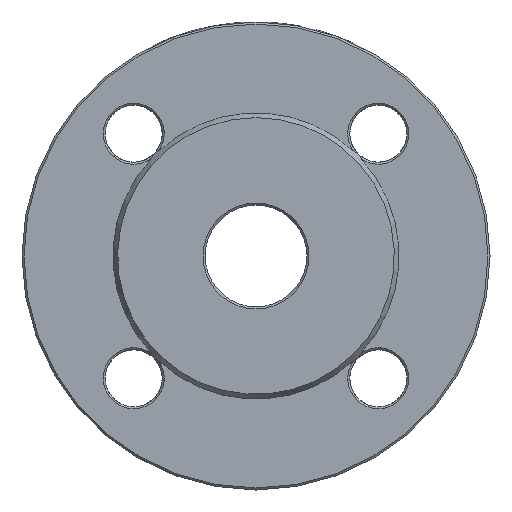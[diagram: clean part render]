
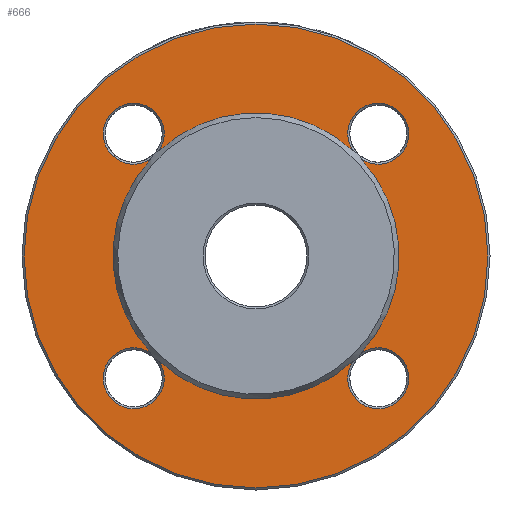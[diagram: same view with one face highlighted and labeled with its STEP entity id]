
A CAD part, left-side view. The second image highlights one B-rep face of the part: STEP entity #666.
In plain terms, the highlighted planar face has unit normal (-1, 0, 0).
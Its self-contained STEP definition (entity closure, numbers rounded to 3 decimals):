
#158 = CARTESIAN_POINT ( 'NONE',  ( 2., 25.813, 23.865 ) ) ;
#170 = AXIS2_PLACEMENT_3D ( 'NONE', #5187, #5161, #1101 ) ;
#285 = CARTESIAN_POINT ( 'NONE',  ( 2., -30.052, -30.052 ) ) ;
#316 = DIRECTION ( 'NONE',  ( 0., -1., 0. ) ) ;
#327 = EDGE_LOOP ( 'NONE', ( #2193 ) ) ;
#407 = EDGE_CURVE ( 'NONE', #3544, #2160, #828, .T. ) ;
#439 = EDGE_CURVE ( 'NONE', #4137, #4137, #931, .T. ) ;
#556 = CIRCLE ( 'NONE', #3069, 7.5 ) ;
#575 = VERTEX_POINT ( 'NONE', #5659 ) ;
#595 = DIRECTION ( 'NONE',  ( -1., 0., 0. ) ) ;
#666 = ADVANCED_FACE ( 'NONE', ( #5172, #4183 ), #5571, .F. ) ;
#787 = DIRECTION ( 'NONE',  ( -1., 0., 0. ) ) ;
#828 = CIRCLE ( 'NONE', #5851, 7.5 ) ;
#868 = ORIENTED_EDGE ( 'NONE', *, *, #2266, .T. ) ;
#931 = CIRCLE ( 'NONE', #4313, 57. ) ;
#1101 = DIRECTION ( 'NONE',  ( 0., 0., -1. ) ) ;
#1139 = CARTESIAN_POINT ( 'NONE',  ( 2., 30.052, 30.052 ) ) ;
#1210 = VERTEX_POINT ( 'NONE', #4542 ) ;
#1269 = DIRECTION ( 'NONE',  ( 1., 0., 0. ) ) ;
#1437 = CARTESIAN_POINT ( 'NONE',  ( 2., -25.813, -23.865 ) ) ;
#1476 = CIRCLE ( 'NONE', #2806, 35.155 ) ;
#1478 = DIRECTION ( 'NONE',  ( 1., 0., 0. ) ) ;
#1573 = DIRECTION ( 'NONE',  ( 0., 0., 1. ) ) ;
#1660 = DIRECTION ( 'NONE',  ( 0., 0., 1. ) ) ;
#1999 = EDGE_CURVE ( 'NONE', #3025, #2160, #4534, .T. ) ;
#2048 = AXIS2_PLACEMENT_3D ( 'NONE', #5779, #787, #1660 ) ;
#2060 = ORIENTED_EDGE ( 'NONE', *, *, #5554, .T. ) ;
#2069 = EDGE_CURVE ( 'NONE', #5123, #3397, #556, .T. ) ;
#2106 = CIRCLE ( 'NONE', #3751, 35.155 ) ;
#2160 = VERTEX_POINT ( 'NONE', #5374 ) ;
#2193 = ORIENTED_EDGE ( 'NONE', *, *, #439, .T. ) ;
#2266 = EDGE_CURVE ( 'NONE', #3025, #3368, #5392, .T. ) ;
#2282 = EDGE_LOOP ( 'NONE', ( #3180, #2060, #4201, #3255, #4125, #868, #5753, #3969 ) ) ;
#2304 = AXIS2_PLACEMENT_3D ( 'NONE', #5169, #595, #4667 ) ;
#2357 = CARTESIAN_POINT ( 'NONE',  ( 2., 35.155, 0. ) ) ;
#2431 = DIRECTION ( 'NONE',  ( 0., 1., 0. ) ) ;
#2475 = CARTESIAN_POINT ( 'NONE',  ( 2., 0., 0. ) ) ;
#2504 = DIRECTION ( 'NONE',  ( 0., 0., 1. ) ) ;
#2806 = AXIS2_PLACEMENT_3D ( 'NONE', #3989, #3080, #2504 ) ;
#2853 = EDGE_CURVE ( 'NONE', #5123, #3368, #2106, .T. ) ;
#2866 = DIRECTION ( 'NONE',  ( 1., 0., 0. ) ) ;
#2897 = DIRECTION ( 'NONE',  ( 0., 0., -1. ) ) ;
#3025 = VERTEX_POINT ( 'NONE', #5808 ) ;
#3069 = AXIS2_PLACEMENT_3D ( 'NONE', #1139, #1478, #2431 ) ;
#3080 = DIRECTION ( 'NONE',  ( -1., 0., 0. ) ) ;
#3109 = DIRECTION ( 'NONE',  ( 0., 0., -1. ) ) ;
#3139 = CARTESIAN_POINT ( 'NONE',  ( 2., 0., 0. ) ) ;
#3180 = ORIENTED_EDGE ( 'NONE', *, *, #4076, .F. ) ;
#3249 = AXIS2_PLACEMENT_3D ( 'NONE', #2357, #2866, #2897 ) ;
#3255 = ORIENTED_EDGE ( 'NONE', *, *, #407, .T. ) ;
#3368 = VERTEX_POINT ( 'NONE', #3766 ) ;
#3397 = VERTEX_POINT ( 'NONE', #5308 ) ;
#3544 = VERTEX_POINT ( 'NONE', #1437 ) ;
#3592 = CIRCLE ( 'NONE', #2048, 35.155 ) ;
#3751 = AXIS2_PLACEMENT_3D ( 'NONE', #2475, #5265, #1573 ) ;
#3766 = CARTESIAN_POINT ( 'NONE',  ( 2., 25.813, -23.865 ) ) ;
#3969 = ORIENTED_EDGE ( 'NONE', *, *, #2069, .T. ) ;
#3989 = CARTESIAN_POINT ( 'NONE',  ( 2., 0., 0. ) ) ;
#4021 = CARTESIAN_POINT ( 'NONE',  ( 2., -30.052, 30.052 ) ) ;
#4076 = EDGE_CURVE ( 'NONE', #575, #3397, #3592, .T. ) ;
#4125 = ORIENTED_EDGE ( 'NONE', *, *, #1999, .F. ) ;
#4137 = VERTEX_POINT ( 'NONE', #4624 ) ;
#4157 = EDGE_CURVE ( 'NONE', #3544, #1210, #1476, .T. ) ;
#4183 = FACE_BOUND ( 'NONE', #2282, .T. ) ;
#4201 = ORIENTED_EDGE ( 'NONE', *, *, #4157, .F. ) ;
#4313 = AXIS2_PLACEMENT_3D ( 'NONE', #3139, #4512, #3109 ) ;
#4512 = DIRECTION ( 'NONE',  ( -1., 0., 0. ) ) ;
#4534 = CIRCLE ( 'NONE', #2304, 35.155 ) ;
#4542 = CARTESIAN_POINT ( 'NONE',  ( 2., -25.813, 23.865 ) ) ;
#4548 = DIRECTION ( 'NONE',  ( 0., 0., 1. ) ) ;
#4624 = CARTESIAN_POINT ( 'NONE',  ( 2., 0., -57. ) ) ;
#4667 = DIRECTION ( 'NONE',  ( 0., 0., 1. ) ) ;
#4843 = AXIS2_PLACEMENT_3D ( 'NONE', #4021, #5865, #4548 ) ;
#5123 = VERTEX_POINT ( 'NONE', #158 ) ;
#5161 = DIRECTION ( 'NONE',  ( 1., 0., 0. ) ) ;
#5169 = CARTESIAN_POINT ( 'NONE',  ( 2., 0., 0. ) ) ;
#5172 = FACE_OUTER_BOUND ( 'NONE', #327, .T. ) ;
#5187 = CARTESIAN_POINT ( 'NONE',  ( 2., 30.052, -30.052 ) ) ;
#5265 = DIRECTION ( 'NONE',  ( -1., 0., 0. ) ) ;
#5308 = CARTESIAN_POINT ( 'NONE',  ( 2., 23.865, 25.813 ) ) ;
#5374 = CARTESIAN_POINT ( 'NONE',  ( 2., -23.865, -25.813 ) ) ;
#5392 = CIRCLE ( 'NONE', #170, 7.5 ) ;
#5554 = EDGE_CURVE ( 'NONE', #575, #1210, #5908, .T. ) ;
#5571 = PLANE ( 'NONE',  #3249 ) ;
#5659 = CARTESIAN_POINT ( 'NONE',  ( 2., -23.865, 25.813 ) ) ;
#5753 = ORIENTED_EDGE ( 'NONE', *, *, #2853, .F. ) ;
#5779 = CARTESIAN_POINT ( 'NONE',  ( 2., 0., 0. ) ) ;
#5808 = CARTESIAN_POINT ( 'NONE',  ( 2., 23.865, -25.813 ) ) ;
#5851 = AXIS2_PLACEMENT_3D ( 'NONE', #285, #1269, #316 ) ;
#5865 = DIRECTION ( 'NONE',  ( 1., 0., 0. ) ) ;
#5908 = CIRCLE ( 'NONE', #4843, 7.5 ) ;
